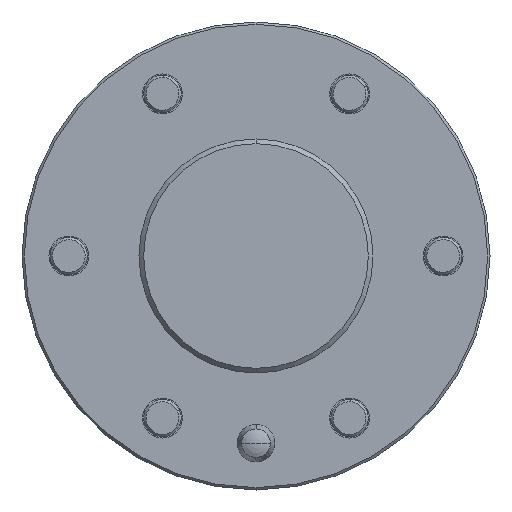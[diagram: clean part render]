
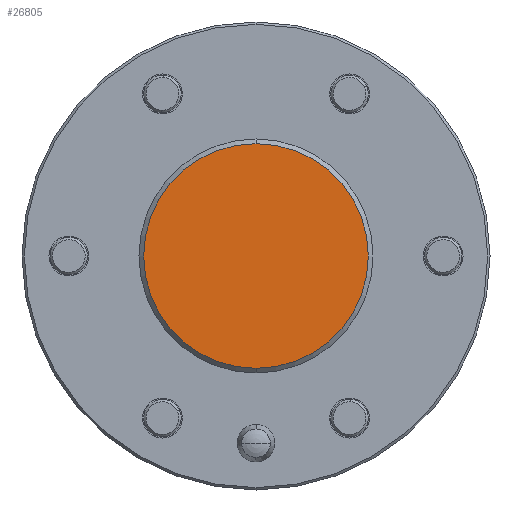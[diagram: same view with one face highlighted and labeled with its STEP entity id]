
A CAD part, front view. The second image highlights one B-rep face of the part: STEP entity #26805.
In plain terms, the highlighted planar face has unit normal (0, -1, 0).
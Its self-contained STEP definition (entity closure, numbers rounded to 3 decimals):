
#1925 = AXIS2_PLACEMENT_3D ( 'NONE', #3302, #6200, #22896 ) ;
#2195 = DIRECTION ( 'NONE',  ( 0., 0., -1. ) ) ;
#3302 = CARTESIAN_POINT ( 'NONE',  ( 0., 0., 0. ) ) ;
#5612 = ORIENTED_EDGE ( 'NONE', *, *, #17427, .T. ) ;
#6200 = DIRECTION ( 'NONE',  ( 0., -1., 0. ) ) ;
#7564 = ORIENTED_EDGE ( 'NONE', *, *, #16865, .T. ) ;
#10022 = DIRECTION ( 'NONE',  ( 0., 0., -1. ) ) ;
#14403 = EDGE_LOOP ( 'NONE', ( #5612, #7564 ) ) ;
#16865 = EDGE_CURVE ( 'NONE', #19644, #30386, #25206, .T. ) ;
#17427 = EDGE_CURVE ( 'NONE', #30386, #19644, #26016, .T. ) ;
#17798 = AXIS2_PLACEMENT_3D ( 'NONE', #22636, #27313, #10022 ) ;
#19060 = CARTESIAN_POINT ( 'NONE',  ( 0., 0., 24. ) ) ;
#19217 = DIRECTION ( 'NONE',  ( 0., -1., 0. ) ) ;
#19644 = VERTEX_POINT ( 'NONE', #22565 ) ;
#20797 = PLANE ( 'NONE',  #1925 ) ;
#21644 = CARTESIAN_POINT ( 'NONE',  ( 0., 0., 0. ) ) ;
#22565 = CARTESIAN_POINT ( 'NONE',  ( 0., 0., -24. ) ) ;
#22636 = CARTESIAN_POINT ( 'NONE',  ( 0., 0., 0. ) ) ;
#22896 = DIRECTION ( 'NONE',  ( 0., 0., -1. ) ) ;
#25206 = CIRCLE ( 'NONE', #30591, 24. ) ;
#26016 = CIRCLE ( 'NONE', #17798, 24. ) ;
#26805 = ADVANCED_FACE ( 'NONE', ( #30963 ), #20797, .T. ) ;
#27313 = DIRECTION ( 'NONE',  ( 0., -1., 0. ) ) ;
#30386 = VERTEX_POINT ( 'NONE', #19060 ) ;
#30591 = AXIS2_PLACEMENT_3D ( 'NONE', #21644, #19217, #2195 ) ;
#30963 = FACE_OUTER_BOUND ( 'NONE', #14403, .T. ) ;
